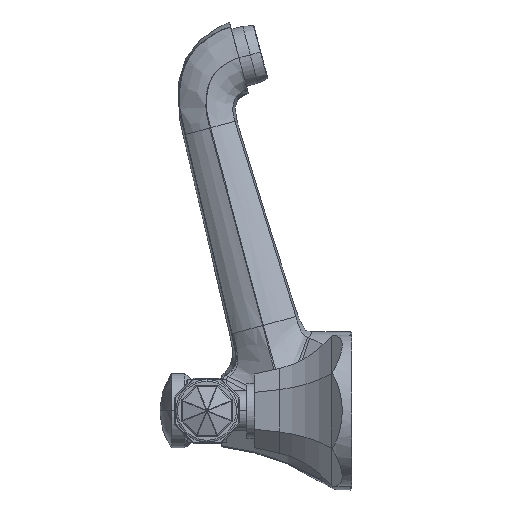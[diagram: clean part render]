
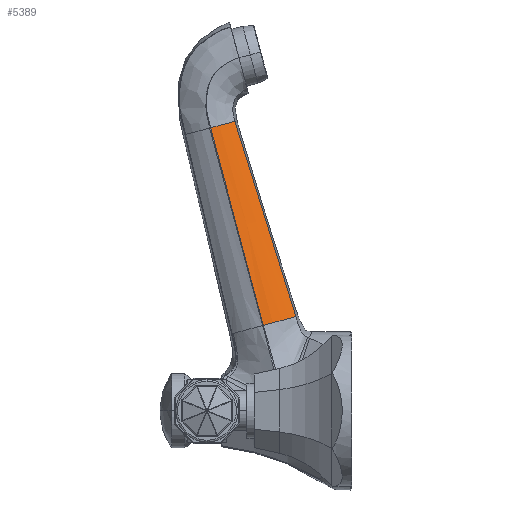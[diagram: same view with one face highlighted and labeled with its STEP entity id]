
A CAD part, left-side view. The second image highlights one B-rep face of the part: STEP entity #5389.
In plain terms, the highlighted free-form (B-spline) face has degree [3, 3] with [6, 7] control points.
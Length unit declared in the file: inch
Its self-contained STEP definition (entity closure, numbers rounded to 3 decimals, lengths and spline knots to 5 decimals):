
#376=CARTESIAN_POINT('',(-0.3732,1.83358,4.53495));
#377=CARTESIAN_POINT('',(-0.40356,1.87146,4.5248));
#378=CARTESIAN_POINT('',(-0.45845,1.95158,4.50333));
#379=CARTESIAN_POINT('',(-0.52042,2.08017,4.46887));
#380=CARTESIAN_POINT('',(-0.5482,2.17003,4.4448));
#381=CARTESIAN_POINT('',(-0.55849,2.21457,4.43286));
#427=CARTESIAN_POINT('',(-0.3732,1.83358,4.53495));
#1678=CARTESIAN_POINT('',(-0.39,0.87738,
1.476));
#1711=CARTESIAN_POINT('',(-0.62938,1.38781,
1.33923));
#1713=CARTESIAN_POINT('',(-0.62938,1.38781,
1.33923));
#1714=CARTESIAN_POINT('',(-0.62683,1.36913,
1.34425));
#1715=CARTESIAN_POINT('',(-0.62059,1.33189,
1.35438));
#1716=CARTESIAN_POINT('',(-0.6078,1.2764,
1.3694));
#1717=CARTESIAN_POINT('',(-0.59165,1.22169,
1.38411));
#1718=CARTESIAN_POINT('',(-0.57212,1.16777,
1.39845));
#1719=CARTESIAN_POINT('',(-0.54932,1.11507,
1.41248));
#1720=CARTESIAN_POINT('',(-0.52333,1.06379,
1.42629));
#1721=CARTESIAN_POINT('',(-0.49423,1.01407,
1.43964));
#1722=CARTESIAN_POINT('',(-0.46229,0.96628,
1.45236));
#1723=CARTESIAN_POINT('',(-0.42757,0.92047,
1.46454));
#1724=CARTESIAN_POINT('',(-0.40278,0.89147,
1.47222));
#1725=CARTESIAN_POINT('',(-0.39,0.87738,
1.476));
#1747=CARTESIAN_POINT('',(-0.62938,1.38781,
1.33923));
#1748=CARTESIAN_POINT('',(-0.61558,1.47541,
1.66638));
#1749=CARTESIAN_POINT('',(-0.59051,1.66155,
2.36188));
#1750=CARTESIAN_POINT('',(-0.56675,1.93718,
3.39317));
#1751=CARTESIAN_POINT('',(-0.55975,2.12508,
4.09727));
#1752=CARTESIAN_POINT('',(-0.55849,2.21457,
4.43286));
#1754=CARTESIAN_POINT('',(-0.39,0.87738,
1.476));
#1755=CARTESIAN_POINT('',(-0.38957,0.89577,
1.53237));
#1756=CARTESIAN_POINT('',(-0.3883,0.9508,
1.70153));
#1757=CARTESIAN_POINT('',(-0.38467,1.11487,
2.20932));
#1758=CARTESIAN_POINT('',(-0.37976,1.36598,
3.00125));
#1759=CARTESIAN_POINT('',(-0.37596,1.61068,
3.79544));
#1760=CARTESIAN_POINT('',(-0.37399,1.76534,
4.3073));
#1761=CARTESIAN_POINT('',(-0.37339,1.81655,
4.47802));
#1762=CARTESIAN_POINT('',(-0.3732,1.83358,
4.53495));
#2131=VERTEX_POINT('',#1678);
#2135=VERTEX_POINT('',#1711);
#2163=VERTEX_POINT('',#427);
#2164=VERTEX_POINT('',#381);
#5339=CARTESIAN_POINT('',(-0.62938,1.38781,
1.33923));
#5340=CARTESIAN_POINT('',(-0.62216,1.43388,
1.51079));
#5341=CARTESIAN_POINT('',(-0.60215,1.57208,
2.02552));
#5342=CARTESIAN_POINT('',(-0.5771,1.80258,
2.88429));
#5343=CARTESIAN_POINT('',(-0.56316,2.03318,
3.74372));
#5344=CARTESIAN_POINT('',(-0.5598,2.17164,
4.25992));
#5345=CARTESIAN_POINT('',(-0.55923,2.21779,
4.432));
#5346=CARTESIAN_POINT('',(-0.62098,1.3262,
1.35573));
#5347=CARTESIAN_POINT('',(-0.61375,1.37349,
1.52697));
#5348=CARTESIAN_POINT('',(-0.59367,1.51518,
2.04076));
#5349=CARTESIAN_POINT('',(-0.56825,1.75067,
2.8982));
#5350=CARTESIAN_POINT('',(-0.55358,1.98515,
3.75659));
#5351=CARTESIAN_POINT('',(-0.54963,2.12543,
4.2723));
#5352=CARTESIAN_POINT('',(-0.54886,2.17214,
4.44423));
#5353=CARTESIAN_POINT('',(-0.5915,1.20305,
1.38874));
#5354=CARTESIAN_POINT('',(-0.58472,1.25277,
1.55932));
#5355=CARTESIAN_POINT('',(-0.56583,1.40145,
2.07123));
#5356=CARTESIAN_POINT('',(-0.54145,1.64698,
2.92599));
#5357=CARTESIAN_POINT('',(-0.52659,1.8893,
3.78227));
#5358=CARTESIAN_POINT('',(-0.52197,2.03333,
4.29698));
#5359=CARTESIAN_POINT('',(-0.5209,2.08117,
4.4686));
#5360=CARTESIAN_POINT('',(-0.51056,1.02937,
1.43527));
#5361=CARTESIAN_POINT('',(-0.50584,1.08231,
1.60499));
#5362=CARTESIAN_POINT('',(-0.4926,1.24024,
2.11442));
#5363=CARTESIAN_POINT('',(-0.47507,1.4993,
2.96556));
#5364=CARTESIAN_POINT('',(-0.46363,1.75259,
3.81889));
#5365=CARTESIAN_POINT('',(-0.45951,1.90205,
4.33215));
#5366=CARTESIAN_POINT('',(-0.45845,1.95158,
4.50333));
#5367=CARTESIAN_POINT('',(-0.43346,0.92528,
1.46316));
#5368=CARTESIAN_POINT('',(-0.43092,0.97982,
1.63245));
#5369=CARTESIAN_POINT('',(-0.42375,1.14242,
2.14063));
#5370=CARTESIAN_POINT('',(-0.41398,1.40859,
2.98986));
#5371=CARTESIAN_POINT('',(-0.40714,1.66809,
3.84153));
#5372=CARTESIAN_POINT('',(-0.40434,1.82087,
4.3539));
#5373=CARTESIAN_POINT('',(-0.40356,1.87146,
4.5248));
#5374=CARTESIAN_POINT('',(-0.39,0.87738,
1.476));
#5375=CARTESIAN_POINT('',(-0.38871,0.93253,
1.64512));
#5376=CARTESIAN_POINT('',(-0.38502,1.09695,
2.15281));
#5377=CARTESIAN_POINT('',(-0.37976,1.36599,
3.00128));
#5378=CARTESIAN_POINT('',(-0.37569,1.62818,
3.85222));
#5379=CARTESIAN_POINT('',(-0.37378,1.78249,
4.36418));
#5380=CARTESIAN_POINT('',(-0.3732,1.83358,
4.53495));
#5381=B_SPLINE_SURFACE_WITH_KNOTS('',3,3,((#5339,#5340,#5341,#5342,#5343,#5344,
#5345),(#5346,#5347,#5348,#5349,#5350,#5351,#5352),(#5353,#5354,#5355,#5356,
#5357,#5358,#5359),(#5360,#5361,#5362,#5363,#5364,#5365,#5366),(#5367,#5368,
#5369,#5370,#5371,#5372,#5373),(#5374,#5375,#5376,#5377,#5378,#5379,#5380)),
.UNSPECIFIED.,.F.,.F.,.F.,(4,1,1,4),(4,1,1,1,4),(0.0081,
0.33333,0.66667,1.),(0.,
0.1665,0.49949,0.83316,1.),
.UNSPECIFIED.);
#5382=ORIENTED_EDGE('',*,*,#5333,.T.);
#5383=ORIENTED_EDGE('',*,*,#3141,.F.);
#5385=ORIENTED_EDGE('',*,*,#5384,.F.);
#5386=ORIENTED_EDGE('',*,*,#5230,.F.);
#5387=EDGE_LOOP('',(#5382,#5383,#5385,#5386));
#5388=FACE_OUTER_BOUND('',#5387,.F.);
#5389=ADVANCED_FACE('',(#5388),#5381,.T.);
#382=B_SPLINE_CURVE_WITH_KNOTS('',3,(#376,#377,#378,#379,#380,#381),
.UNSPECIFIED.,.F.,.F.,(4,1,1,4),(0.,0.33867,0.67734,1.),
.UNSPECIFIED.);
#1726=B_SPLINE_CURVE_WITH_KNOTS('',3,(#1713,#1714,#1715,#1716,#1717,#1718,#1719,
#1720,#1721,#1722,#1723,#1724,#1725),.UNSPECIFIED.,.F.,.F.,(4,1,1,1,1,1,1,1,1,1,
4),(0.,0.1,0.2,0.3,0.4,0.5,0.6,0.7,0.8,0.9,1.),
.UNSPECIFIED.);
#1753=B_SPLINE_CURVE_WITH_KNOTS('',3,(#1747,#1748,#1749,#1750,#1751,#1752),
.UNSPECIFIED.,.F.,.F.,(4,1,1,4),(0.,0.31745,0.67471,1.),
.UNSPECIFIED.);
#1763=B_SPLINE_CURVE_WITH_KNOTS('',3,(#1754,#1755,#1756,#1757,#1758,#1759,#1760,
#1761,#1762),.UNSPECIFIED.,.F.,.F.,(4,1,1,1,1,1,4),(0.,0.0555,
0.1665,0.4995,0.83317,0.94439,1.),
.UNSPECIFIED.);
#3141=EDGE_CURVE('',#2163,#2164,#382,.T.);
#5230=EDGE_CURVE('',#2135,#2131,#1726,.T.);
#5333=EDGE_CURVE('',#2135,#2164,#1753,.T.);
#5384=EDGE_CURVE('',#2131,#2163,#1763,.T.);
